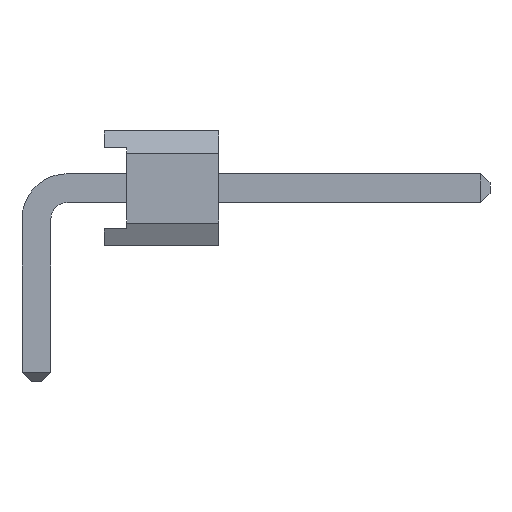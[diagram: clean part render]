
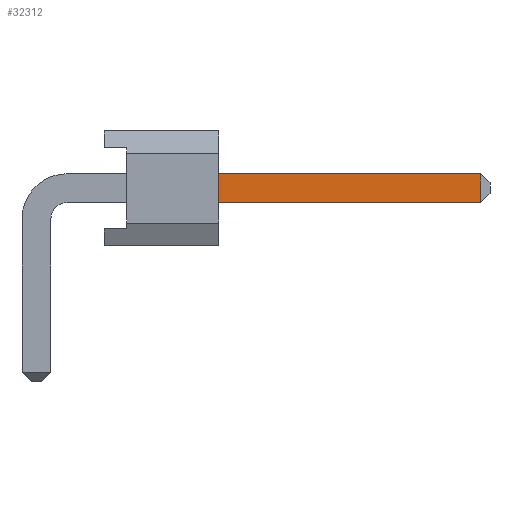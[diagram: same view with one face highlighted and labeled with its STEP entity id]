
A CAD part, front view. The second image highlights one B-rep face of the part: STEP entity #32312.
In plain terms, the highlighted face is planar.
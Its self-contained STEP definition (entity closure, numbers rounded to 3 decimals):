
#5428=ORIENTED_EDGE('',*,*,#9497,.T.);
#5429=ORIENTED_EDGE('',*,*,#9325,.F.);
#5430=ORIENTED_EDGE('',*,*,#9494,.T.);
#5431=ORIENTED_EDGE('',*,*,#9487,.T.);
#9325=EDGE_CURVE('',#11729,#11726,#14535,.T.);
#9487=EDGE_CURVE('',#11891,#11890,#14697,.T.);
#9494=EDGE_CURVE('',#11729,#11891,#14704,.T.);
#9497=EDGE_CURVE('',#11890,#11726,#14707,.T.);
#11726=VERTEX_POINT('',#45150);
#11729=VERTEX_POINT('',#45155);
#11890=VERTEX_POINT('',#45480);
#11891=VERTEX_POINT('',#45482);
#14535=LINE('',#45156,#17661);
#14697=LINE('',#45481,#17823);
#14704=LINE('',#45495,#17830);
#14707=LINE('',#45499,#17833);
#17661=VECTOR('',#38615,1000.);
#17823=VECTOR('',#38781,1000.);
#17830=VECTOR('',#38796,1000.);
#17833=VECTOR('',#38801,1000.);
#19470=EDGE_LOOP('',(#5428,#5429,#5430,#5431));
#20834=FACE_BOUND('',#19470,.T.);
#22038=PLANE('',#33763);
#32312=ADVANCED_FACE('',(#20834),#22038,.F.);
#33763=AXIS2_PLACEMENT_3D('',#45501,#38804,#38805);
#38615=DIRECTION('',(0.,-1.,0.));
#38781=DIRECTION('',(0.,-1.,0.));
#38796=DIRECTION('',(0.,0.,1.));
#38801=DIRECTION('',(0.,0.,-1.));
#38804=DIRECTION('',(-1.,0.,0.));
#38805=DIRECTION('',(0.,0.,1.));
#45150=CARTESIAN_POINT('',(49.85,-0.32,1.27));
#45155=CARTESIAN_POINT('',(49.85,0.32,1.27));
#45156=CARTESIAN_POINT('',(49.85,0.32,1.27));
#45480=CARTESIAN_POINT('',(49.85,-0.32,7.07));
#45481=CARTESIAN_POINT('',(49.85,0.68,7.07));
#45482=CARTESIAN_POINT('',(49.85,0.32,7.07));
#45495=CARTESIAN_POINT('',(49.85,0.32,-2.09));
#45499=CARTESIAN_POINT('',(49.85,-0.32,-2.09));
#45501=CARTESIAN_POINT('',(49.85,0.68,-2.09));
